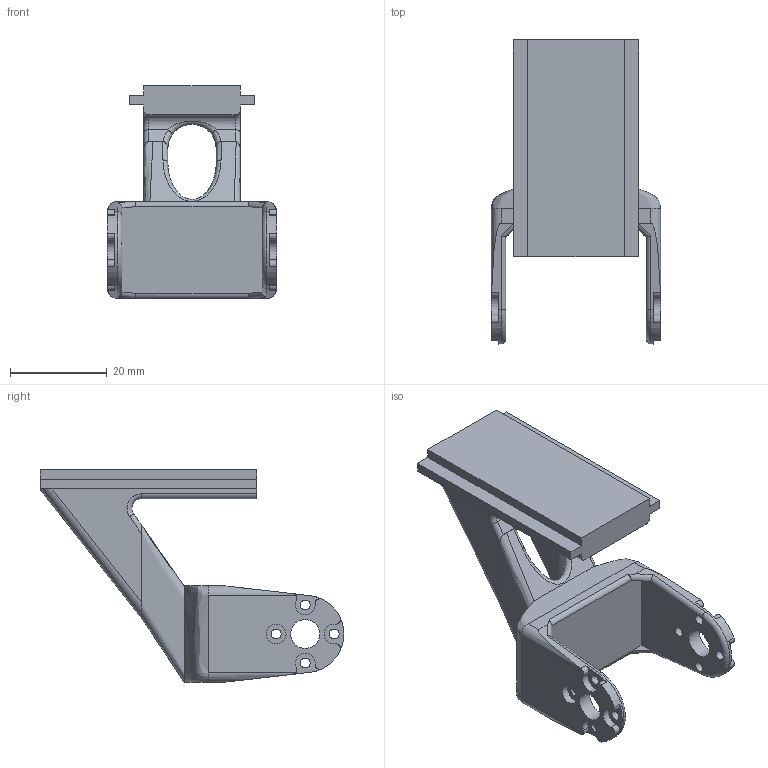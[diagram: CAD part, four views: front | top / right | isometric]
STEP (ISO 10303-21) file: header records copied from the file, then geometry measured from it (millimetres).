
FILE_DESCRIPTION(/* description */ ('','CAx-IF Rec.Pracs.---Representation and Presentation of Product Manufacturing Information (PMI)---4.0---2014-10-13'),/* implementation_level */ '2;1');
FILE_NAME(/* name */ 'WRIST_LINK_LEFT.step',/* time_stamp */ '2025-02-11T17:37:37+08:00',/* author */ (''),/* organization */ (''),/* preprocessor_version */ 'ST-DEVELOPER v20',/* originating_system */ 'Autodesk Translation Framework v13.20.0.188',/* authorisation */ '');
FILE_SCHEMA (('AP242_MANAGED_MODEL_BASED_3D_ENGINEERING_MIM_LF { 1 0 10303 442 1 1 4 }'));
Length unit declared in the file: millimetre
Products named in the file (3): 15Dof_15DoF手部连接12-31 v1 v1(镜像); 手部连接2 (2)(镜像); 手部连接1(镜像)
Assembly tree (2 placements, depth 2):
  15Dof_15DoF手部连接12-31 v1 v1(镜像)
    手部连接2 (2)(镜像)
    手部连接1(镜像)
Bounding box: 35 x 62.86 x 44 mm (x, y, z)
Volume: 17563.2 mm3; surface area: 9070.5 mm2
Topology: 2 solids, 2 shells, 123 faces, 336 edges, 217 vertices
Faces by surface type: cylinder 57, plane 49, bspline 13, torus 4
Full cylindrical faces by diameter (mm): 2.05 x8, 4.1 x2, 6 x2
Entity records: 5504 total; most frequent: CARTESIAN_POINT 2260, ORIENTED_EDGE 672, DIRECTION 658, EDGE_CURVE 336, AXIS2_PLACEMENT_3D 249, VERTEX_POINT 217, LINE 160, VECTOR 160
